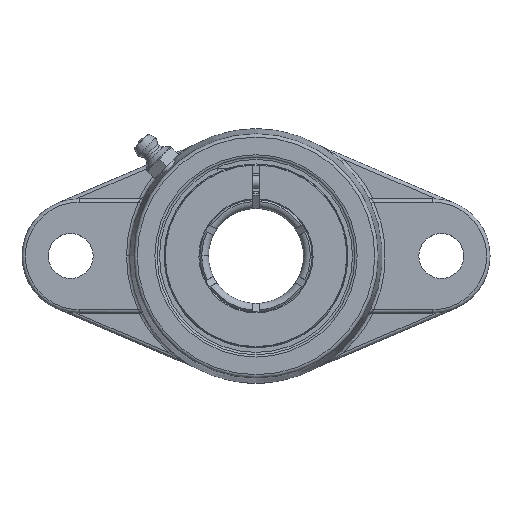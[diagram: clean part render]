
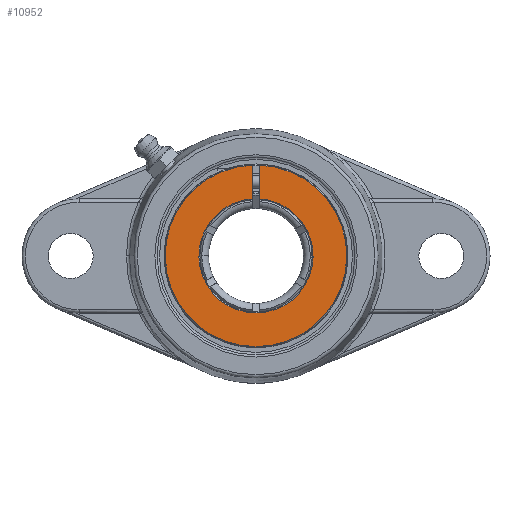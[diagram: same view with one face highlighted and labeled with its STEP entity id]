
A CAD part, top view. The second image highlights one B-rep face of the part: STEP entity #10952.
In plain terms, the highlighted planar face has unit normal (0, 0, 1).
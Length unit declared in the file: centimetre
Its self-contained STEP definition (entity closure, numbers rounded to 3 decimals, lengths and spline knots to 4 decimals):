
#10292=CARTESIAN_POINT('',(0.1,1.5217,0.95));
#10293=VERTEX_POINT('',#10292);
#10300=CARTESIAN_POINT('',(0.1,2.4229,0.95));
#10301=VERTEX_POINT('',#10300);
#10302=CARTESIAN_POINT('',(0.1,12346.2498,0.95));
#10303=DIRECTION('',(0.,-1.,0.));
#10304=VECTOR('',#10303,24690.);
#10305=LINE('',#10302,#10304);
#10306=EDGE_CURVE('',#10301,#10293,#10305,.T.);
#10611=CARTESIAN_POINT('',(-0.1,1.5217,0.95));
#10612=VERTEX_POINT('',#10611);
#10619=CARTESIAN_POINT('',(0.,0.,0.95));
#10620=DIRECTION('',(0.,0.,1.));
#10621=DIRECTION('',(-0.,-1.,0.));
#10622=AXIS2_PLACEMENT_3D('',#10619,#10620,#10621);
#10623=CIRCLE('',#10622,1.525);
#10624=EDGE_CURVE('',#10612,#10293,#10623,.T.);
#10651=CARTESIAN_POINT('',(-0.1,2.4229,0.95));
#10652=VERTEX_POINT('',#10651);
#10670=CARTESIAN_POINT('',(0.,0.,0.95));
#10671=DIRECTION('',(0.,-0.,-1.));
#10672=DIRECTION('',(0.,-1.,0.));
#10673=AXIS2_PLACEMENT_3D('',#10670,#10671,#10672);
#10674=CIRCLE('',#10673,2.425);
#10675=EDGE_CURVE('',#10301,#10652,#10674,.T.);
#10695=CARTESIAN_POINT('',(-0.1,-12343.7502,0.95));
#10696=DIRECTION('',(-0.,1.,0.));
#10697=VECTOR('',#10696,24690.);
#10698=LINE('',#10695,#10697);
#10699=EDGE_CURVE('',#10612,#10652,#10698,.T.);
#10941=CARTESIAN_POINT('',(0.,0.,0.95));
#10942=DIRECTION('',(0.,0.,1.));
#10943=DIRECTION('',(1.,0.,0.));
#10944=AXIS2_PLACEMENT_3D('',#10941,#10942,#10943);
#10945=PLANE('',#10944);
#10946=ORIENTED_EDGE('',*,*,#10624,.F.);
#10947=ORIENTED_EDGE('',*,*,#10699,.T.);
#10948=ORIENTED_EDGE('',*,*,#10675,.F.);
#10949=ORIENTED_EDGE('',*,*,#10306,.T.);
#10950=EDGE_LOOP('',(#10946,#10947,#10948,#10949));
#10951=FACE_BOUND('',#10950,.T.);
#10952=ADVANCED_FACE('',(#10951),#10945,.T.);
